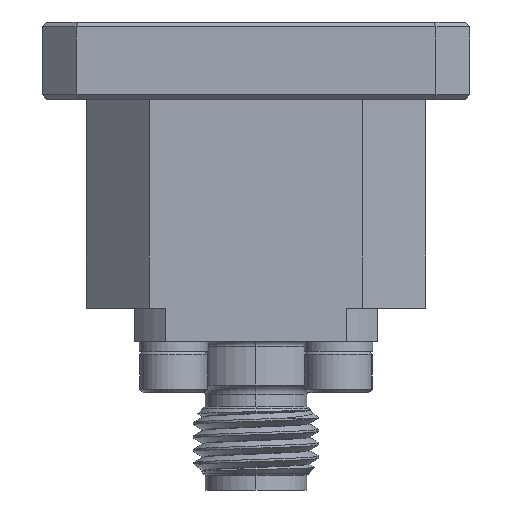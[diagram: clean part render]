
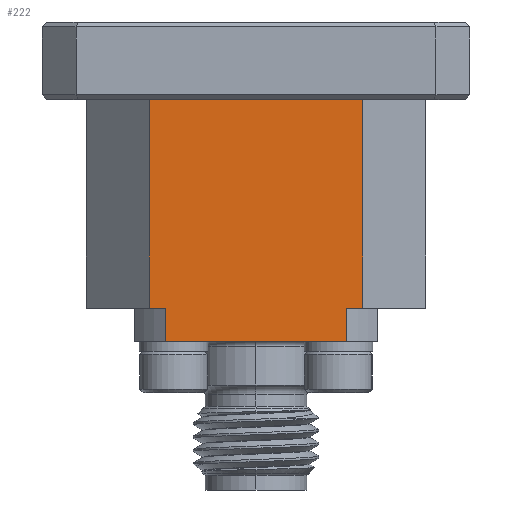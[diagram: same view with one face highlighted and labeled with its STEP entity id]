
A CAD part, front view. The second image highlights one B-rep face of the part: STEP entity #222.
In plain terms, the highlighted planar face has unit normal (0, -1, 0).
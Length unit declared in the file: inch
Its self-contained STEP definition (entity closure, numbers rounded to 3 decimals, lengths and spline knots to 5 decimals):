
#16 = PLANE ( 'NONE',  #7135 ) ;
#222 = ADVANCED_FACE ( 'NONE', ( #4003 ), #16, .F. ) ;
#250 = CARTESIAN_POINT ( 'NONE',  ( -0.22, -0.25, -0.59 ) ) ;
#435 = ORIENTED_EDGE ( 'NONE', *, *, #2124, .T. ) ;
#503 = DIRECTION ( 'NONE',  ( 0., 0., -1. ) ) ;
#582 = CARTESIAN_POINT ( 'NONE',  ( -0.1875, -0.25, -0.59 ) ) ;
#642 = LINE ( 'NONE', #7313, #8158 ) ;
#649 = VECTOR ( 'NONE', #8595, 39.37008 ) ;
#661 = CARTESIAN_POINT ( 'NONE',  ( 0.35, -0.25, -0.59 ) ) ;
#1252 = LINE ( 'NONE', #8734, #2604 ) ;
#1254 = CARTESIAN_POINT ( 'NONE',  ( 0.35, -0.25, -1.92023 ) ) ;
#1367 = ORIENTED_EDGE ( 'NONE', *, *, #2661, .T. ) ;
#1433 = VECTOR ( 'NONE', #503, 39.37008 ) ;
#1470 = VERTEX_POINT ( 'NONE', #7822 ) ;
#1521 = VECTOR ( 'NONE', #2365, 39.37008 ) ;
#1719 = VECTOR ( 'NONE', #3243, 39.37008 ) ;
#1785 = EDGE_LOOP ( 'NONE', ( #6797, #3364, #435, #1367, #5979, #3084, #2888, #4918 ) ) ;
#1996 = LINE ( 'NONE', #661, #1719 ) ;
#2124 = EDGE_CURVE ( 'NONE', #4974, #3017, #3808, .T. ) ;
#2322 = CARTESIAN_POINT ( 'NONE',  ( 0.22, -0.25, -0.59 ) ) ;
#2365 = DIRECTION ( 'NONE',  ( 1., 0., 0. ) ) ;
#2393 = DIRECTION ( 'NONE',  ( 0., 0., 1. ) ) ;
#2459 = VECTOR ( 'NONE', #2393, 39.37008 ) ;
#2604 = VECTOR ( 'NONE', #8780, 39.37008 ) ;
#2661 = EDGE_CURVE ( 'NONE', #3017, #1470, #8706, .T. ) ;
#2888 = ORIENTED_EDGE ( 'NONE', *, *, #3490, .T. ) ;
#2998 = LINE ( 'NONE', #8651, #1433 ) ;
#3017 = VERTEX_POINT ( 'NONE', #6403 ) ;
#3084 = ORIENTED_EDGE ( 'NONE', *, *, #5863, .T. ) ;
#3099 = VERTEX_POINT ( 'NONE', #250 ) ;
#3180 = VERTEX_POINT ( 'NONE', #3795 ) ;
#3243 = DIRECTION ( 'NONE',  ( 1., 0., 0. ) ) ;
#3330 = VECTOR ( 'NONE', #5900, 39.37008 ) ;
#3364 = ORIENTED_EDGE ( 'NONE', *, *, #3839, .T. ) ;
#3490 = EDGE_CURVE ( 'NONE', #8197, #3180, #1252, .T. ) ;
#3795 = CARTESIAN_POINT ( 'NONE',  ( 0.22, -0.25, -0.16 ) ) ;
#3808 = LINE ( 'NONE', #6544, #649 ) ;
#3839 = EDGE_CURVE ( 'NONE', #3099, #4974, #6459, .T. ) ;
#4003 = FACE_OUTER_BOUND ( 'NONE', #1785, .T. ) ;
#4918 = ORIENTED_EDGE ( 'NONE', *, *, #8422, .T. ) ;
#4974 = VERTEX_POINT ( 'NONE', #582 ) ;
#5308 = CARTESIAN_POINT ( 'NONE',  ( -0.25, -0.25, -0.6585 ) ) ;
#5316 = VERTEX_POINT ( 'NONE', #7013 ) ;
#5702 = EDGE_CURVE ( 'NONE', #8533, #3099, #2998, .T. ) ;
#5863 = EDGE_CURVE ( 'NONE', #5316, #8197, #1996, .T. ) ;
#5900 = DIRECTION ( 'NONE',  ( 1., 0., 0. ) ) ;
#5979 = ORIENTED_EDGE ( 'NONE', *, *, #7787, .T. ) ;
#6403 = CARTESIAN_POINT ( 'NONE',  ( -0.1875, -0.25, -0.6585 ) ) ;
#6459 = LINE ( 'NONE', #8508, #3330 ) ;
#6544 = CARTESIAN_POINT ( 'NONE',  ( -0.1875, -0.25, -0.6785 ) ) ;
#6797 = ORIENTED_EDGE ( 'NONE', *, *, #5702, .T. ) ;
#7013 = CARTESIAN_POINT ( 'NONE',  ( 0.1875, -0.25, -0.59 ) ) ;
#7135 = AXIS2_PLACEMENT_3D ( 'NONE', #1254, #8124, #8072 ) ;
#7313 = CARTESIAN_POINT ( 'NONE',  ( 0.22, -0.25, -0.16 ) ) ;
#7345 = DIRECTION ( 'NONE',  ( -1., 0., 0. ) ) ;
#7663 = CARTESIAN_POINT ( 'NONE',  ( -0.22, -0.25, -0.16 ) ) ;
#7713 = CARTESIAN_POINT ( 'NONE',  ( 0.1875, -0.25, -0.6785 ) ) ;
#7787 = EDGE_CURVE ( 'NONE', #1470, #5316, #8510, .T. ) ;
#7822 = CARTESIAN_POINT ( 'NONE',  ( 0.1875, -0.25, -0.6585 ) ) ;
#8072 = DIRECTION ( 'NONE',  ( 0., 0., 1. ) ) ;
#8124 = DIRECTION ( 'NONE',  ( 0., 1., 0. ) ) ;
#8158 = VECTOR ( 'NONE', #7345, 39.37008 ) ;
#8197 = VERTEX_POINT ( 'NONE', #2322 ) ;
#8422 = EDGE_CURVE ( 'NONE', #3180, #8533, #642, .T. ) ;
#8508 = CARTESIAN_POINT ( 'NONE',  ( 0.35, -0.25, -0.59 ) ) ;
#8510 = LINE ( 'NONE', #7713, #2459 ) ;
#8533 = VERTEX_POINT ( 'NONE', #7663 ) ;
#8595 = DIRECTION ( 'NONE',  ( 0., 0., -1. ) ) ;
#8651 = CARTESIAN_POINT ( 'NONE',  ( -0.22, -0.25, -1.92023 ) ) ;
#8706 = LINE ( 'NONE', #5308, #1521 ) ;
#8734 = CARTESIAN_POINT ( 'NONE',  ( 0.22, -0.25, -1.92023 ) ) ;
#8780 = DIRECTION ( 'NONE',  ( 0., 0., 1. ) ) ;
